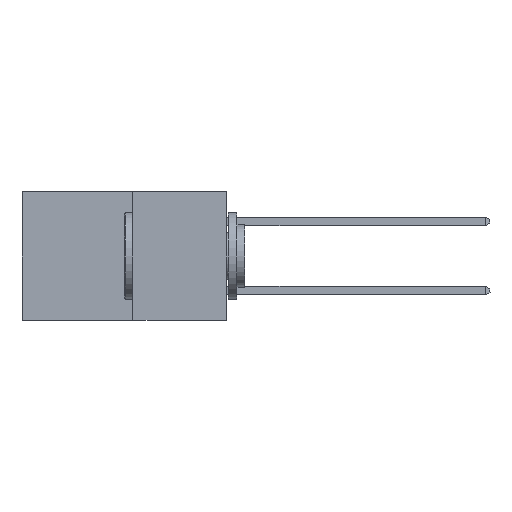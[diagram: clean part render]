
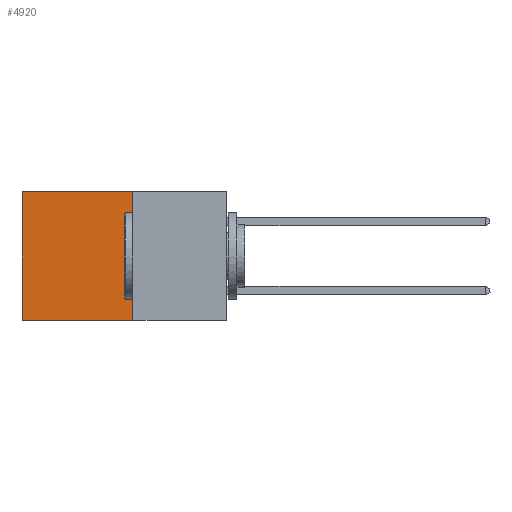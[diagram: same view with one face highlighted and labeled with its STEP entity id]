
A CAD part, left-side view. The second image highlights one B-rep face of the part: STEP entity #4920.
In plain terms, the highlighted planar face has unit normal (-1, 0, 0).
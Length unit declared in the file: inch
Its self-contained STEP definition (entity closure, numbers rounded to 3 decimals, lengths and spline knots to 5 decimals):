
#571 = CARTESIAN_POINT ( 'NONE',  ( 0.277, 0.27, -0.37 ) ) ;
#1426 = LINE ( 'NONE', #1671, #10074 ) ;
#1671 = CARTESIAN_POINT ( 'NONE',  ( 0.277, 0.59, -0.37 ) ) ;
#3156 = CARTESIAN_POINT ( 'NONE',  ( 0.277, 0.27, 0. ) ) ;
#3675 = ORIENTED_EDGE ( 'NONE', *, *, #7349, .T. ) ;
#3923 = FACE_OUTER_BOUND ( 'NONE', #12396, .T. ) ;
#4349 = LINE ( 'NONE', #18266, #8957 ) ;
#4920 = ADVANCED_FACE ( 'NONE', ( #3923 ), #16317, .F. ) ;
#5009 = VERTEX_POINT ( 'NONE', #7946 ) ;
#5799 = EDGE_CURVE ( 'NONE', #22017, #22210, #17846, .T. ) ;
#6330 = CARTESIAN_POINT ( 'NONE',  ( 0.277, 0.27, -0.37 ) ) ;
#7349 = EDGE_CURVE ( 'NONE', #22017, #5009, #15419, .T. ) ;
#7791 = DIRECTION ( 'NONE',  ( 0., 0., -1. ) ) ;
#7946 = CARTESIAN_POINT ( 'NONE',  ( 0.277, 0.59, 0. ) ) ;
#8544 = EDGE_CURVE ( 'NONE', #22210, #17494, #4349, .T. ) ;
#8957 = VECTOR ( 'NONE', #14860, 39.37008 ) ;
#10014 = DIRECTION ( 'NONE',  ( 0., 1., 0. ) ) ;
#10074 = VECTOR ( 'NONE', #17137, 39.37008 ) ;
#10471 = CARTESIAN_POINT ( 'NONE',  ( 0.277, 0.27, 0. ) ) ;
#12396 = EDGE_LOOP ( 'NONE', ( #20231, #13182, #19719, #3675 ) ) ;
#13182 = ORIENTED_EDGE ( 'NONE', *, *, #8544, .F. ) ;
#13866 = VECTOR ( 'NONE', #16584, 39.37008 ) ;
#14592 = CARTESIAN_POINT ( 'NONE',  ( 0.277, 0.27, -0.37 ) ) ;
#14695 = AXIS2_PLACEMENT_3D ( 'NONE', #14592, #17998, #7791 ) ;
#14860 = DIRECTION ( 'NONE',  ( 0., 1., 0. ) ) ;
#15419 = LINE ( 'NONE', #3156, #18863 ) ;
#16317 = PLANE ( 'NONE',  #14695 ) ;
#16584 = DIRECTION ( 'NONE',  ( 0., 0., -1. ) ) ;
#16646 = CARTESIAN_POINT ( 'NONE',  ( 0.277, 0.59, -0.37 ) ) ;
#17137 = DIRECTION ( 'NONE',  ( 0., 0., -1. ) ) ;
#17494 = VERTEX_POINT ( 'NONE', #16646 ) ;
#17846 = LINE ( 'NONE', #6330, #13866 ) ;
#17998 = DIRECTION ( 'NONE',  ( 1., 0., 0. ) ) ;
#18266 = CARTESIAN_POINT ( 'NONE',  ( 0.277, 0.27, -0.37 ) ) ;
#18863 = VECTOR ( 'NONE', #10014, 39.37008 ) ;
#19719 = ORIENTED_EDGE ( 'NONE', *, *, #5799, .F. ) ;
#20231 = ORIENTED_EDGE ( 'NONE', *, *, #21212, .T. ) ;
#21212 = EDGE_CURVE ( 'NONE', #5009, #17494, #1426, .T. ) ;
#22017 = VERTEX_POINT ( 'NONE', #10471 ) ;
#22210 = VERTEX_POINT ( 'NONE', #571 ) ;
